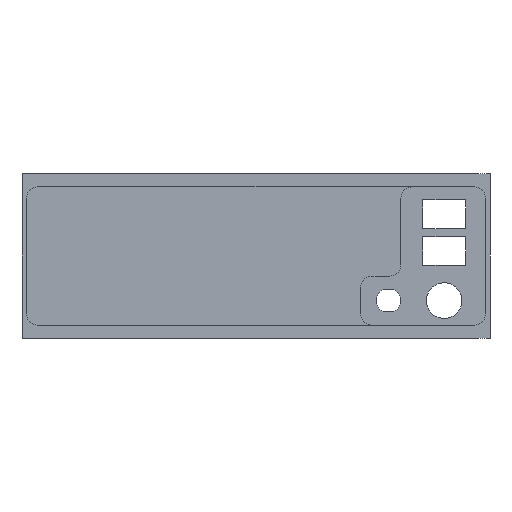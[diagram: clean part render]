
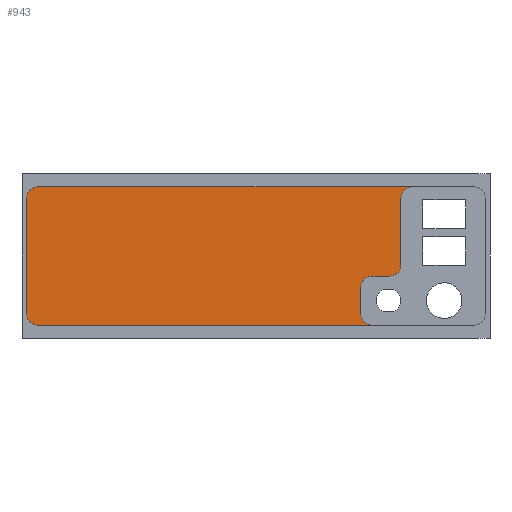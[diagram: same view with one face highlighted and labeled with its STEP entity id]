
A CAD part, front view. The second image highlights one B-rep face of the part: STEP entity #943.
In plain terms, the highlighted planar face has unit normal (0, -1, 0).
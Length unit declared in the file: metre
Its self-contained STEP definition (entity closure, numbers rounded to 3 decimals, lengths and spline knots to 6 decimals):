
#35=LINE('',#1335,#113);
#41=LINE('',#1348,#119);
#47=LINE('',#1372,#125);
#105=LINE('',#1562,#183);
#108=LINE('',#1568,#186);
#111=LINE('',#1574,#189);
#113=VECTOR('',#1069,1.);
#119=VECTOR('',#1077,1.);
#125=VECTOR('',#1095,1.);
#183=VECTOR('',#1293,1.);
#186=VECTOR('',#1298,1.);
#189=VECTOR('',#1303,1.);
#411=ORIENTED_EDGE('',*,*,#557,.F.);
#412=ORIENTED_EDGE('',*,*,#559,.T.);
#413=ORIENTED_EDGE('',*,*,#551,.F.);
#414=ORIENTED_EDGE('',*,*,#560,.T.);
#415=ORIENTED_EDGE('',*,*,#444,.F.);
#416=ORIENTED_EDGE('',*,*,#467,.T.);
#417=ORIENTED_EDGE('',*,*,#450,.T.);
#418=ORIENTED_EDGE('',*,*,#465,.T.);
#419=ORIENTED_EDGE('',*,*,#461,.T.);
#420=ORIENTED_EDGE('',*,*,#561,.T.);
#421=ORIENTED_EDGE('',*,*,#554,.F.);
#422=ORIENTED_EDGE('',*,*,#562,.T.);
#444=EDGE_CURVE('',#568,#569,#35,.T.);
#450=EDGE_CURVE('',#574,#575,#41,.T.);
#461=EDGE_CURVE('',#586,#585,#47,.T.);
#465=EDGE_CURVE('',#575,#586,#663,.F.);
#467=EDGE_CURVE('',#568,#574,#665,.F.);
#551=EDGE_CURVE('',#647,#648,#105,.T.);
#554=EDGE_CURVE('',#649,#650,#108,.T.);
#557=EDGE_CURVE('',#651,#652,#111,.T.);
#559=EDGE_CURVE('',#651,#648,#695,.T.);
#560=EDGE_CURVE('',#647,#569,#696,.F.);
#561=EDGE_CURVE('',#585,#650,#697,.F.);
#562=EDGE_CURVE('',#649,#652,#698,.F.);
#568=VERTEX_POINT('',#1336);
#569=VERTEX_POINT('',#1337);
#574=VERTEX_POINT('',#1349);
#575=VERTEX_POINT('',#1350);
#585=VERTEX_POINT('',#1371);
#586=VERTEX_POINT('',#1373);
#647=VERTEX_POINT('',#1561);
#648=VERTEX_POINT('',#1563);
#649=VERTEX_POINT('',#1567);
#650=VERTEX_POINT('',#1569);
#651=VERTEX_POINT('',#1573);
#652=VERTEX_POINT('',#1575);
#663=CIRCLE('',#975,0.005);
#665=CIRCLE('',#978,0.005);
#695=CIRCLE('',#1047,0.005);
#696=CIRCLE('',#1048,0.005);
#697=CIRCLE('',#1049,0.005);
#698=CIRCLE('',#1050,0.005);
#782=EDGE_LOOP('',(#411,#412,#413,#414,#415,#416,#417,#418,#419,#420,#421,
#422));
#870=FACE_BOUND('',#782,.T.);
#899=PLANE('',#1046);
#943=ADVANCED_FACE('',(#870),#899,.T.);
#975=AXIS2_PLACEMENT_3D('',#1380,#1101,#1102);
#978=AXIS2_PLACEMENT_3D('',#1383,#1107,#1108);
#1046=AXIS2_PLACEMENT_3D('',#1577,#1305,#1306);
#1047=AXIS2_PLACEMENT_3D('',#1578,#1307,#1308);
#1048=AXIS2_PLACEMENT_3D('',#1579,#1309,#1310);
#1049=AXIS2_PLACEMENT_3D('',#1580,#1311,#1312);
#1050=AXIS2_PLACEMENT_3D('',#1581,#1313,#1314);
#1069=DIRECTION('',(1.,0.,0.));
#1077=DIRECTION('',(0.,0.,-1.));
#1095=DIRECTION('',(1.,0.,0.));
#1101=DIRECTION('',(0.,1.,0.));
#1102=DIRECTION('',(0.,0.,1.));
#1107=DIRECTION('',(0.,1.,0.));
#1108=DIRECTION('',(0.,0.,1.));
#1293=DIRECTION('',(0.,0.,-1.));
#1298=DIRECTION('',(0.,0.,-1.));
#1303=DIRECTION('',(-1.,0.,0.));
#1305=DIRECTION('',(0.,-1.,0.));
#1306=DIRECTION('',(1.,0.,0.));
#1307=DIRECTION('',(0.,-1.,0.));
#1308=DIRECTION('',(0.,0.,-1.));
#1309=DIRECTION('',(0.,-1.,0.));
#1310=DIRECTION('',(0.,0.,-1.));
#1311=DIRECTION('',(0.,-1.,0.));
#1312=DIRECTION('',(0.,0.,-1.));
#1313=DIRECTION('',(0.,-1.,0.));
#1314=DIRECTION('',(0.,0.,-1.));
#1335=CARTESIAN_POINT('',(0.,0.092,-0.006));
#1336=CARTESIAN_POINT('',(-0.098,0.092,-0.006));
#1337=CARTESIAN_POINT('',(0.07,0.092,-0.006));
#1348=CARTESIAN_POINT('',(-0.103,0.092,-0.037));
#1349=CARTESIAN_POINT('',(-0.103,0.092,-0.011));
#1350=CARTESIAN_POINT('',(-0.103,0.092,-0.063));
#1371=CARTESIAN_POINT('',(0.052,0.092,-0.068));
#1372=CARTESIAN_POINT('',(0.,0.092,-0.068));
#1373=CARTESIAN_POINT('',(-0.098,0.092,-0.068));
#1380=CARTESIAN_POINT('',(-0.098,0.092,-0.063));
#1383=CARTESIAN_POINT('',(-0.098,0.092,-0.011));
#1561=CARTESIAN_POINT('',(0.065,0.092,-0.011));
#1562=CARTESIAN_POINT('',(0.065,0.092,-0.026));
#1563=CARTESIAN_POINT('',(0.065,0.092,-0.041));
#1567=CARTESIAN_POINT('',(0.047,0.092,-0.051));
#1568=CARTESIAN_POINT('',(0.047,0.092,-0.057));
#1569=CARTESIAN_POINT('',(0.047,0.092,-0.063));
#1573=CARTESIAN_POINT('',(0.06,0.092,-0.046));
#1574=CARTESIAN_POINT('',(0.056,0.092,-0.046));
#1575=CARTESIAN_POINT('',(0.052,0.092,-0.046));
#1577=CARTESIAN_POINT('',(0.,0.092,-0.037));
#1578=CARTESIAN_POINT('',(0.06,0.092,-0.041));
#1579=CARTESIAN_POINT('',(0.07,0.092,-0.011));
#1580=CARTESIAN_POINT('',(0.052,0.092,-0.063));
#1581=CARTESIAN_POINT('',(0.052,0.092,-0.051));
